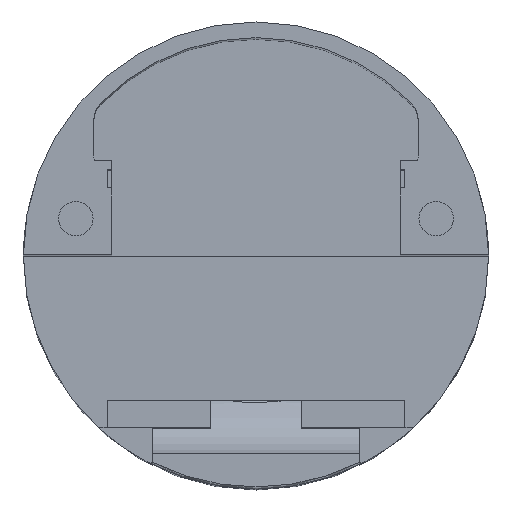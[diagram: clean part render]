
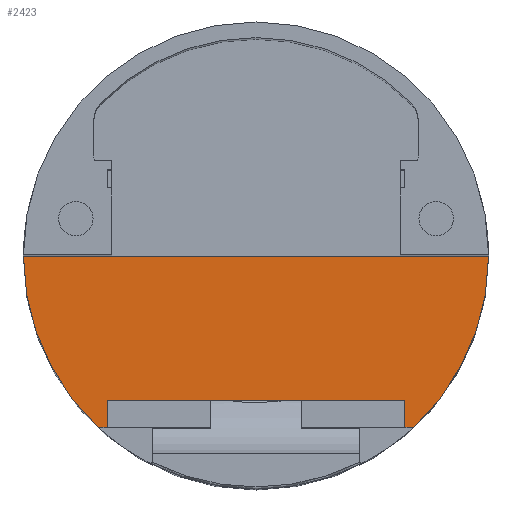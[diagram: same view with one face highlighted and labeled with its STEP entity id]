
A CAD part, top view. The second image highlights one B-rep face of the part: STEP entity #2423.
In plain terms, the highlighted planar face has unit normal (0, 0, 1).
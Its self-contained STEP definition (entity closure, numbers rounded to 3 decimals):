
#121=LINE('',#3540,#348);
#182=LINE('',#3795,#409);
#280=LINE('',#4290,#507);
#281=LINE('',#4291,#508);
#282=LINE('',#4292,#509);
#283=LINE('',#4293,#510);
#348=VECTOR('',#2794,10.);
#409=VECTOR('',#2987,10.);
#507=VECTOR('',#3243,10.);
#508=VECTOR('',#3244,10.);
#509=VECTOR('',#3245,10.);
#510=VECTOR('',#3246,10.);
#606=PLANE('',#2653);
#742=FACE_OUTER_BOUND('',#903,.T.);
#903=EDGE_LOOP('',(#2171,#2172,#2173,#2174,#2175,#2176,#2177,#2178));
#1027=CIRCLE('',#2603,25.825);
#1029=CIRCLE('',#2605,25.825);
#1096=VERTEX_POINT('',#3537);
#1097=VERTEX_POINT('',#3539);
#1165=VERTEX_POINT('',#3794);
#1196=VERTEX_POINT('',#4100);
#1197=VERTEX_POINT('',#4102);
#1199=VERTEX_POINT('',#4107);
#1200=VERTEX_POINT('',#4109);
#1257=VERTEX_POINT('',#4289);
#1339=EDGE_CURVE('',#1096,#1097,#121,.T.);
#1435=EDGE_CURVE('',#1097,#1165,#182,.T.);
#1490=EDGE_CURVE('',#1196,#1197,#1027,.T.);
#1494=EDGE_CURVE('',#1199,#1200,#1029,.T.);
#1578=EDGE_CURVE('',#1257,#1096,#280,.T.);
#1579=EDGE_CURVE('',#1197,#1257,#281,.T.);
#1580=EDGE_CURVE('',#1196,#1200,#282,.T.);
#1581=EDGE_CURVE('',#1165,#1199,#283,.T.);
#2171=ORIENTED_EDGE('',*,*,#1435,.F.);
#2172=ORIENTED_EDGE('',*,*,#1339,.F.);
#2173=ORIENTED_EDGE('',*,*,#1578,.F.);
#2174=ORIENTED_EDGE('',*,*,#1579,.F.);
#2175=ORIENTED_EDGE('',*,*,#1490,.F.);
#2176=ORIENTED_EDGE('',*,*,#1580,.T.);
#2177=ORIENTED_EDGE('',*,*,#1494,.F.);
#2178=ORIENTED_EDGE('',*,*,#1581,.F.);
#2423=ADVANCED_FACE('',(#742),#606,.F.);
#2603=AXIS2_PLACEMENT_3D('',#4103,#3079,#3080);
#2605=AXIS2_PLACEMENT_3D('',#4110,#3085,#3086);
#2653=AXIS2_PLACEMENT_3D('',#4288,#3241,#3242);
#2794=DIRECTION('',(-1.,0.,0.));
#2987=DIRECTION('',(0.,-1.,0.));
#3079=DIRECTION('center_axis',(0.,0.,-1.));
#3080=DIRECTION('ref_axis',(-1.,0.,0.));
#3085=DIRECTION('center_axis',(0.,0.,-1.));
#3086=DIRECTION('ref_axis',(-1.,0.,0.));
#3241=DIRECTION('center_axis',(0.,0.,-1.));
#3242=DIRECTION('ref_axis',(0.,1.,0.));
#3243=DIRECTION('',(0.,1.,0.));
#3244=DIRECTION('',(-1.,0.,0.));
#3245=DIRECTION('',(-1.,0.,0.));
#3246=DIRECTION('',(-1.,0.,0.));
#3537=CARTESIAN_POINT('',(16.533,-16.,93.8));
#3539=CARTESIAN_POINT('',(-16.5,-16.,93.8));
#3540=CARTESIAN_POINT('',(1.266,-16.,93.8));
#3794=CARTESIAN_POINT('',(-16.5,-19.,93.8));
#3795=CARTESIAN_POINT('',(-16.5,-17.5,93.8));
#4100=CARTESIAN_POINT('',(25.825,0.,93.8));
#4102=CARTESIAN_POINT('',(17.491,-19.,93.8));
#4103=CARTESIAN_POINT('Origin',(0.,0.,93.8));
#4107=CARTESIAN_POINT('',(-17.491,-19.,93.8));
#4109=CARTESIAN_POINT('',(-25.825,0.,93.8));
#4110=CARTESIAN_POINT('Origin',(0.,0.,93.8));
#4288=CARTESIAN_POINT('Origin',(-14.,-19.,93.8));
#4289=CARTESIAN_POINT('',(16.533,-19.,93.8));
#4290=CARTESIAN_POINT('',(16.533,-19.,93.8));
#4291=CARTESIAN_POINT('',(-3.75,-19.,93.8));
#4292=CARTESIAN_POINT('',(-14.,0.,93.8));
#4293=CARTESIAN_POINT('',(-15.745,-19.,93.8));
